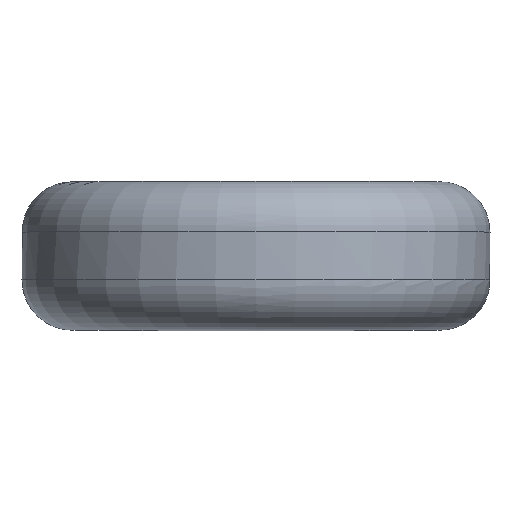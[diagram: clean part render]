
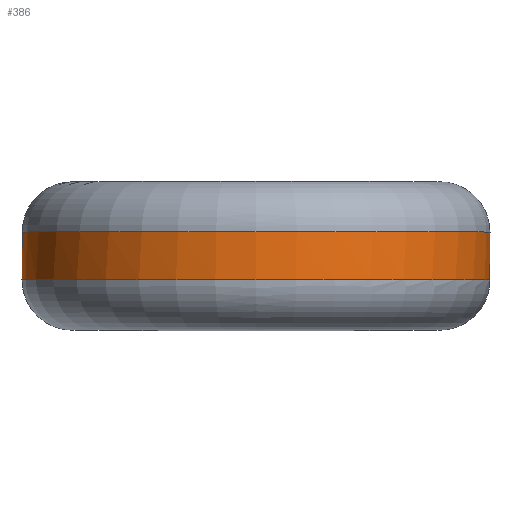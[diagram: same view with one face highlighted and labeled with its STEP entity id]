
A CAD part, top view. The second image highlights one B-rep face of the part: STEP entity #386.
In plain terms, the highlighted cylindrical face has radius 11.5 mm (diameter 23 mm), a full revolution.
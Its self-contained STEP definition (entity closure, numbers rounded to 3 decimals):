
#28=CYLINDRICAL_SURFACE('',#418,11.5);
#37=CIRCLE('',#399,11.5);
#42=CIRCLE('',#409,11.5);
#91=ORIENTED_EDGE('',*,*,#123,.T.);
#92=ORIENTED_EDGE('',*,*,#116,.T.);
#93=ORIENTED_EDGE('',*,*,#121,.T.);
#94=ORIENTED_EDGE('',*,*,#130,.T.);
#95=ORIENTED_EDGE('',*,*,#108,.T.);
#96=ORIENTED_EDGE('',*,*,#113,.T.);
#108=EDGE_CURVE('',#139,#137,#160,.T.);
#113=EDGE_CURVE('',#137,#143,#164,.T.);
#116=EDGE_CURVE('',#146,#144,#167,.T.);
#121=EDGE_CURVE('',#144,#150,#171,.T.);
#123=EDGE_CURVE('',#150,#146,#37,.T.);
#130=EDGE_CURVE('',#143,#139,#42,.F.);
#137=VERTEX_POINT('',#500);
#139=VERTEX_POINT('',#509);
#143=VERTEX_POINT('',#1599);
#144=VERTEX_POINT('',#1647);
#146=VERTEX_POINT('',#1656);
#150=VERTEX_POINT('',#2746);
#160=B_SPLINE_CURVE_WITH_KNOTS('',3,(#502,#503,#504,#505,#506,#507,#508),
 .UNSPECIFIED.,.F.,.F.,(4,1,1,1,4),(0.,0.001,0.003,
0.004,0.005),.UNSPECIFIED.);
#164=B_SPLINE_CURVE_WITH_KNOTS('',3,(#1600,#1601,#1602,#1603,#1604,#1605,
#1606,#1607,#1608),.UNSPECIFIED.,.F.,.F.,(4,1,1,1,1,1,4),(0.,0.25,0.5,0.625,
0.75,0.875,1.),.UNSPECIFIED.);
#167=B_SPLINE_CURVE_WITH_KNOTS('',3,(#1649,#1650,#1651,#1652,#1653,#1654,
#1655),.UNSPECIFIED.,.F.,.F.,(4,1,1,1,4),(0.,0.001,0.003,
0.004,0.005),.UNSPECIFIED.);
#171=B_SPLINE_CURVE_WITH_KNOTS('',3,(#2747,#2748,#2749,#2750,#2751,#2752,
#2753,#2754,#2755),.UNSPECIFIED.,.F.,.F.,(4,1,1,1,1,1,4),(0.,0.25,0.5,0.625,
0.75,0.875,1.),.UNSPECIFIED.);
#199=EDGE_LOOP('',(#91,#92,#93));
#200=EDGE_LOOP('',(#94,#95,#96));
#227=FACE_BOUND('',#199,.T.);
#228=FACE_BOUND('',#200,.T.);
#386=ADVANCED_FACE('',(#227,#228),#28,.T.);
#399=AXIS2_PLACEMENT_3D('',#2769,#429,#430);
#409=AXIS2_PLACEMENT_3D('',#2805,#449,#450);
#418=AXIS2_PLACEMENT_3D('',#2840,#467,#468);
#429=DIRECTION('',(0.,-1.,0.));
#430=DIRECTION('',(0.,0.,1.));
#449=DIRECTION('',(0.,-1.,0.));
#450=DIRECTION('',(0.,0.,1.));
#467=DIRECTION('',(0.,-1.,0.));
#468=DIRECTION('',(0.,0.,1.));
#500=CARTESIAN_POINT('',(2.518,-0.097,-11.221));
#502=CARTESIAN_POINT('',(6.379,-1.175,-9.569));
#503=CARTESIAN_POINT('',(6.266,-0.745,-9.644));
#504=CARTESIAN_POINT('',(5.87,0.032,-9.904));
#505=CARTESIAN_POINT('',(4.841,0.774,-10.461));
#506=CARTESIAN_POINT('',(3.535,0.792,-10.971));
#507=CARTESIAN_POINT('',(2.794,0.248,-11.159));
#508=CARTESIAN_POINT('',(2.518,-0.097,-11.221));
#509=CARTESIAN_POINT('',(6.379,-1.175,-9.569));
#1599=CARTESIAN_POINT('',(1.985,-1.175,-11.327));
#1600=CARTESIAN_POINT('',(2.518,-0.097,-11.221));
#1601=CARTESIAN_POINT('',(2.458,-0.172,-11.234));
#1602=CARTESIAN_POINT('',(2.342,-0.341,-11.259));
#1603=CARTESIAN_POINT('',(2.225,-0.572,-11.283));
#1604=CARTESIAN_POINT('',(2.154,-0.73,-11.297));
#1605=CARTESIAN_POINT('',(2.085,-0.9,-11.309));
#1606=CARTESIAN_POINT('',(2.05,-0.99,-11.316));
#1607=CARTESIAN_POINT('',(2.005,-1.109,-11.324));
#1608=CARTESIAN_POINT('',(1.981,-1.173,-11.328));
#1647=CARTESIAN_POINT('',(-2.51,0.104,-11.223));
#1649=CARTESIAN_POINT('',(-6.38,1.175,-9.568));
#1650=CARTESIAN_POINT('',(-6.267,0.744,-9.643));
#1651=CARTESIAN_POINT('',(-5.87,-0.036,-9.904));
#1652=CARTESIAN_POINT('',(-4.837,-0.779,-10.463));
#1653=CARTESIAN_POINT('',(-3.526,-0.792,-10.973));
#1654=CARTESIAN_POINT('',(-2.785,-0.243,-11.161));
#1655=CARTESIAN_POINT('',(-2.51,0.104,-11.223));
#1656=CARTESIAN_POINT('',(-6.38,1.175,-9.568));
#2746=CARTESIAN_POINT('',(-1.983,1.175,-11.328));
#2747=CARTESIAN_POINT('',(-2.51,0.104,-11.223));
#2748=CARTESIAN_POINT('',(-2.451,0.179,-11.236));
#2749=CARTESIAN_POINT('',(-2.336,0.347,-11.261));
#2750=CARTESIAN_POINT('',(-2.22,0.576,-11.284));
#2751=CARTESIAN_POINT('',(-2.151,0.733,-11.297));
#2752=CARTESIAN_POINT('',(-2.082,0.902,-11.31));
#2753=CARTESIAN_POINT('',(-2.048,0.991,-11.316));
#2754=CARTESIAN_POINT('',(-2.003,1.109,-11.324));
#2755=CARTESIAN_POINT('',(-1.979,1.173,-11.328));
#2769=CARTESIAN_POINT('',(0.,1.175,0.));
#2805=CARTESIAN_POINT('',(0.,-1.175,0.));
#2840=CARTESIAN_POINT('',(0.,3.65,0.));
